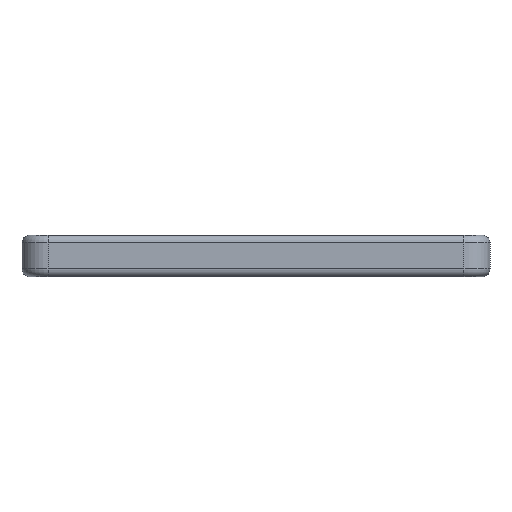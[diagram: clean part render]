
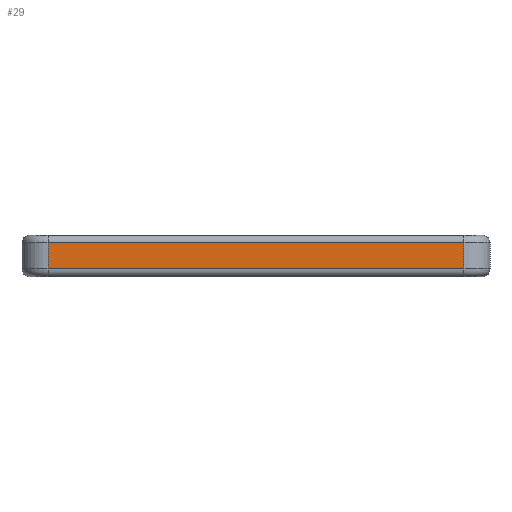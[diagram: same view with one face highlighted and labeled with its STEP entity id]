
A CAD part, left-side view. The second image highlights one B-rep face of the part: STEP entity #29.
In plain terms, the highlighted planar face has unit normal (-1, 0, 0).
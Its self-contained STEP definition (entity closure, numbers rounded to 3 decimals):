
#29 = ADVANCED_FACE ( 'NONE', ( #13469 ), #18008, .T. ) ;
#284 = CARTESIAN_POINT ( 'NONE',  ( -45., 40., -2.5 ) ) ;
#468 = ORIENTED_EDGE ( 'NONE', *, *, #7829, .T. ) ;
#581 = VECTOR ( 'NONE', #5856, 1000. ) ;
#858 = LINE ( 'NONE', #10729, #17948 ) ;
#1075 = AXIS2_PLACEMENT_3D ( 'NONE', #20056, #11840, #19739 ) ;
#1641 = VECTOR ( 'NONE', #5870, 1000. ) ;
#1989 = VECTOR ( 'NONE', #13303, 1000. ) ;
#2591 = CARTESIAN_POINT ( 'NONE',  ( -45., -40., -4. ) ) ;
#3699 = DIRECTION ( 'NONE',  ( 0., -1., 0. ) ) ;
#4116 = ORIENTED_EDGE ( 'NONE', *, *, #16422, .T. ) ;
#4365 = EDGE_LOOP ( 'NONE', ( #4116, #468, #18458, #18323 ) ) ;
#5207 = VERTEX_POINT ( 'NONE', #284 ) ;
#5282 = LINE ( 'NONE', #14929, #1989 ) ;
#5757 = CARTESIAN_POINT ( 'NONE',  ( -45., 40., -4. ) ) ;
#5856 = DIRECTION ( 'NONE',  ( 0., 0., 1. ) ) ;
#5870 = DIRECTION ( 'NONE',  ( 0., 0., -1. ) ) ;
#7829 = EDGE_CURVE ( 'NONE', #7925, #5207, #20684, .T. ) ;
#7925 = VERTEX_POINT ( 'NONE', #17231 ) ;
#10324 = VERTEX_POINT ( 'NONE', #21287 ) ;
#10729 = CARTESIAN_POINT ( 'NONE',  ( -45., -45., -2.5 ) ) ;
#11840 = DIRECTION ( 'NONE',  ( -1., 0., 0. ) ) ;
#13303 = DIRECTION ( 'NONE',  ( 0., 1., 0. ) ) ;
#13469 = FACE_OUTER_BOUND ( 'NONE', #4365, .T. ) ;
#14640 = VERTEX_POINT ( 'NONE', #17235 ) ;
#14929 = CARTESIAN_POINT ( 'NONE',  ( -45., -45., 2.5 ) ) ;
#16018 = LINE ( 'NONE', #2591, #581 ) ;
#16422 = EDGE_CURVE ( 'NONE', #14640, #7925, #5282, .T. ) ;
#17231 = CARTESIAN_POINT ( 'NONE',  ( -45., 40., 2.5 ) ) ;
#17235 = CARTESIAN_POINT ( 'NONE',  ( -45., -40., 2.5 ) ) ;
#17860 = EDGE_CURVE ( 'NONE', #10324, #14640, #16018, .T. ) ;
#17948 = VECTOR ( 'NONE', #3699, 1000. ) ;
#18008 = PLANE ( 'NONE',  #1075 ) ;
#18323 = ORIENTED_EDGE ( 'NONE', *, *, #17860, .T. ) ;
#18458 = ORIENTED_EDGE ( 'NONE', *, *, #18913, .T. ) ;
#18913 = EDGE_CURVE ( 'NONE', #5207, #10324, #858, .T. ) ;
#19739 = DIRECTION ( 'NONE',  ( 0., -1., 0. ) ) ;
#20056 = CARTESIAN_POINT ( 'NONE',  ( -45., -45., -4. ) ) ;
#20684 = LINE ( 'NONE', #5757, #1641 ) ;
#21287 = CARTESIAN_POINT ( 'NONE',  ( -45., -40., -2.5 ) ) ;
